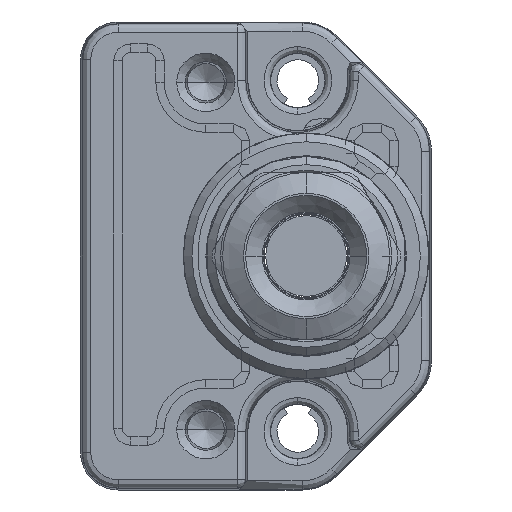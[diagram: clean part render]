
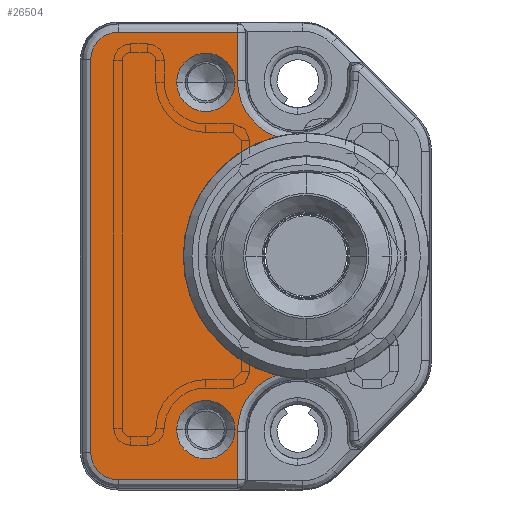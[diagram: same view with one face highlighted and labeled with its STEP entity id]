
A CAD part, left-side view. The second image highlights one B-rep face of the part: STEP entity #26504.
In plain terms, the highlighted planar face has unit normal (-1, 0, 0).
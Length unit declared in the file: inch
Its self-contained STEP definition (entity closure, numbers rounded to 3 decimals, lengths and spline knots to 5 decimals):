
#2765=DIRECTION('',(0.,0.,1.));
#2766=VECTOR('',#2765,0.11381);
#2767=CARTESIAN_POINT('',(-0.51181,0.45723,
-0.5272));
#2768=LINE('',#2767,#2766);
#2769=DIRECTION('',(0.,-1.,0.));
#2770=VECTOR('',#2769,0.28096);
#2771=CARTESIAN_POINT('',(-0.51181,0.73819,
-0.5272));
#2772=LINE('',#2771,#2770);
#2773=CARTESIAN_POINT('',(-0.51181,0.73819,
-0.4626));
#2774=DIRECTION('',(-1.,0.,0.));
#2775=DIRECTION('',(0.,1.,0.));
#2776=AXIS2_PLACEMENT_3D('',#2773,#2774,#2775);
#2778=DIRECTION('',(0.,0.,-1.));
#2779=VECTOR('',#2778,0.9252);
#2780=CARTESIAN_POINT('',(-0.51181,0.80279,
0.4626));
#2781=LINE('',#2780,#2779);
#2782=CARTESIAN_POINT('',(-0.51181,0.73819,
0.4626));
#2783=DIRECTION('',(-1.,0.,0.));
#2784=DIRECTION('',(0.,0.,1.));
#2785=AXIS2_PLACEMENT_3D('',#2782,#2783,#2784);
#2787=DIRECTION('',(0.,1.,0.));
#2788=VECTOR('',#2787,0.28096);
#2789=CARTESIAN_POINT('',(-0.51181,0.45723,
0.5272));
#2790=LINE('',#2789,#2788);
#2791=DIRECTION('',(0.,0.,1.));
#2792=VECTOR('',#2791,0.11381);
#2793=CARTESIAN_POINT('',(-0.51181,0.45723,
0.41339));
#2794=LINE('',#2793,#2792);
#2795=CARTESIAN_POINT('',(-0.51181,0.31496,
0.41339));
#2796=DIRECTION('',(1.,0.,0.));
#2797=DIRECTION('',(0.,0.359,-0.933));
#2798=AXIS2_PLACEMENT_3D('',#2795,#2796,#2797);
#2800=CARTESIAN_POINT('',(-0.51181,0.29528,0.));
#2801=DIRECTION('',(-1.,0.,0.));
#2802=DIRECTION('',(0.,0.244,0.97));
#2803=AXIS2_PLACEMENT_3D('',#2800,#2801,#2802);
#2805=CARTESIAN_POINT('',(-0.51181,0.31496,
-0.41339));
#2806=DIRECTION('',(1.,0.,0.));
#2807=DIRECTION('',(0.,1.,0.));
#2808=AXIS2_PLACEMENT_3D('',#2805,#2806,#2807);
#2810=CARTESIAN_POINT('',(-0.51181,0.5315,
-0.40915));
#2811=DIRECTION('',(1.,0.,0.));
#2812=DIRECTION('',(0.,-1.,0.));
#2813=AXIS2_PLACEMENT_3D('',#2810,#2811,#2812);
#2815=CARTESIAN_POINT('',(-0.51181,0.5315,
-0.40915));
#2816=DIRECTION('',(1.,0.,0.));
#2817=DIRECTION('',(0.,1.,0.));
#2818=AXIS2_PLACEMENT_3D('',#2815,#2816,#2817);
#2820=CARTESIAN_POINT('',(-0.51181,0.5315,
0.40915));
#2821=DIRECTION('',(1.,0.,0.));
#2822=DIRECTION('',(0.,-1.,0.));
#2823=AXIS2_PLACEMENT_3D('',#2820,#2821,#2822);
#2825=CARTESIAN_POINT('',(-0.51181,0.5315,
0.40915));
#2826=DIRECTION('',(1.,0.,0.));
#2827=DIRECTION('',(0.,1.,0.));
#2828=AXIS2_PLACEMENT_3D('',#2825,#2826,#2827);
#20917=CARTESIAN_POINT('',(-0.51181,0.80279,
-0.4626));
#20918=CARTESIAN_POINT('',(-0.51181,0.73819,
-0.5272));
#20919=VERTEX_POINT('',#20917);
#20920=VERTEX_POINT('',#20918);
#20925=CARTESIAN_POINT('',(-0.51181,0.80279,
0.4626));
#20926=VERTEX_POINT('',#20925);
#20929=CARTESIAN_POINT('',(-0.51181,0.73819,
0.5272));
#20930=VERTEX_POINT('',#20929);
#20957=CARTESIAN_POINT('',(-0.51181,0.45723,
-0.5272));
#20958=CARTESIAN_POINT('',(-0.51181,0.45723,
-0.41339));
#20959=VERTEX_POINT('',#20957);
#20960=VERTEX_POINT('',#20958);
#20982=CARTESIAN_POINT('',(-0.51181,0.366,
-0.28059));
#20983=VERTEX_POINT('',#20982);
#20998=CARTESIAN_POINT('',(-0.51181,0.45723,
0.41339));
#20999=CARTESIAN_POINT('',(-0.51181,0.45723,
0.5272));
#21000=VERTEX_POINT('',#20998);
#21001=VERTEX_POINT('',#20999);
#21022=CARTESIAN_POINT('',(-0.51181,0.366,
0.28059));
#21023=VERTEX_POINT('',#21022);
#21066=CARTESIAN_POINT('',(-0.51181,0.4626,
-0.40915));
#21067=CARTESIAN_POINT('',(-0.51181,0.60039,
-0.40915));
#21068=VERTEX_POINT('',#21066);
#21069=VERTEX_POINT('',#21067);
#21074=CARTESIAN_POINT('',(-0.51181,0.4626,
0.40915));
#21075=CARTESIAN_POINT('',(-0.51181,0.60039,
0.40915));
#21076=VERTEX_POINT('',#21074);
#21077=VERTEX_POINT('',#21075);
#26467=CARTESIAN_POINT('',(-0.51181,0.,0.));
#26468=DIRECTION('',(-1.,0.,0.));
#26469=DIRECTION('',(0.,0.,1.));
#26470=AXIS2_PLACEMENT_3D('',#26467,#26468,#26469);
#26471=PLANE('',#26470);
#26473=ORIENTED_EDGE('',*,*,#26472,.F.);
#26475=ORIENTED_EDGE('',*,*,#26474,.F.);
#26477=ORIENTED_EDGE('',*,*,#26476,.F.);
#26479=ORIENTED_EDGE('',*,*,#26478,.F.);
#26481=ORIENTED_EDGE('',*,*,#26480,.F.);
#26483=ORIENTED_EDGE('',*,*,#26482,.F.);
#26484=ORIENTED_EDGE('',*,*,#26458,.F.);
#26485=ORIENTED_EDGE('',*,*,#26416,.F.);
#26487=ORIENTED_EDGE('',*,*,#26486,.T.);
#26489=ORIENTED_EDGE('',*,*,#26488,.F.);
#26490=EDGE_LOOP('',(#26473,#26475,#26477,#26479,#26481,#26483,#26484,#26485,
#26487,#26489));
#26491=FACE_OUTER_BOUND('',#26490,.F.);
#26493=ORIENTED_EDGE('',*,*,#26492,.F.);
#26495=ORIENTED_EDGE('',*,*,#26494,.F.);
#26496=EDGE_LOOP('',(#26493,#26495));
#26497=FACE_BOUND('',#26496,.F.);
#26499=ORIENTED_EDGE('',*,*,#26498,.F.);
#26501=ORIENTED_EDGE('',*,*,#26500,.F.);
#26502=EDGE_LOOP('',(#26499,#26501));
#26503=FACE_BOUND('',#26502,.F.);
#26504=ADVANCED_FACE('',(#26491,#26497,#26503),#26471,.T.);
#2777=CIRCLE('',#2776,0.0646);
#2786=CIRCLE('',#2785,0.0646);
#2799=CIRCLE('',#2798,0.14227);
#2804=CIRCLE('',#2803,0.28937);
#2809=CIRCLE('',#2808,0.14227);
#2814=CIRCLE('',#2813,0.0689);
#2819=CIRCLE('',#2818,0.0689);
#2824=CIRCLE('',#2823,0.0689);
#2829=CIRCLE('',#2828,0.0689);
#26416=EDGE_CURVE('',#21023,#21000,#2799,.T.);
#26458=EDGE_CURVE('',#21000,#21001,#2794,.T.);
#26472=EDGE_CURVE('',#20959,#20960,#2768,.T.);
#26474=EDGE_CURVE('',#20920,#20959,#2772,.T.);
#26476=EDGE_CURVE('',#20919,#20920,#2777,.T.);
#26478=EDGE_CURVE('',#20926,#20919,#2781,.T.);
#26480=EDGE_CURVE('',#20930,#20926,#2786,.T.);
#26482=EDGE_CURVE('',#21001,#20930,#2790,.T.);
#26486=EDGE_CURVE('',#21023,#20983,#2804,.T.);
#26488=EDGE_CURVE('',#20960,#20983,#2809,.T.);
#26492=EDGE_CURVE('',#21068,#21069,#2814,.T.);
#26494=EDGE_CURVE('',#21069,#21068,#2819,.T.);
#26498=EDGE_CURVE('',#21076,#21077,#2824,.T.);
#26500=EDGE_CURVE('',#21077,#21076,#2829,.T.);
